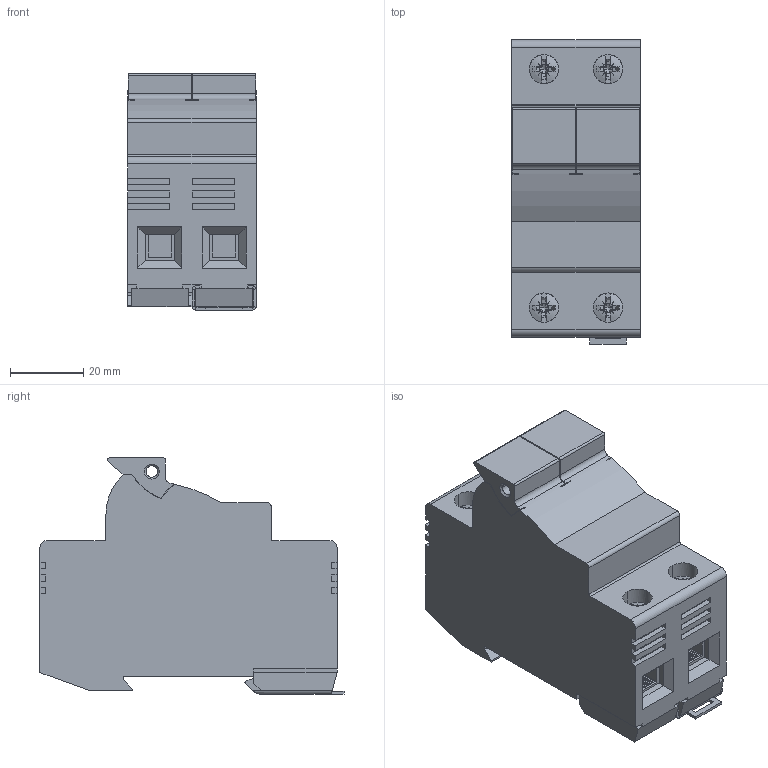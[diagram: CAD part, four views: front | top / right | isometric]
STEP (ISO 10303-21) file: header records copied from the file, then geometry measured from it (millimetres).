
FILE_DESCRIPTION((''),'2;1');
FILE_NAME('EFD10_2P_LOGO','2019-05-07T',('Marketing.praksa'),('Audax d.o.o.'),'CREO PARAMETRIC BY PTC INC, 2017480','CREO PARAMETRIC BY PTC INC, 2017480','');
FILE_SCHEMA(('CONFIG_CONTROL_DESIGN'));
Length unit declared in the file: millimetre
Products named in the file (1): EFD10_2P_LOGO
Bounding box: 35 x 82.89 x 64.35 mm (x, y, z)
Volume: 129230 mm3; surface area: 23528.6 mm2
Topology: 1 solids, 1 shells, 738 faces, 2017 edges, 1310 vertices
Faces by surface type: plane 573, cylinder 111, cone 32, bspline 10, sphere 8, torus 4
Entity records: 23805 total; most frequent: CARTESIAN_POINT 5193, ORIENTED_EDGE 4018, DIRECTION 3609, EDGE_CURVE 2009, VECTOR 1441, LINE 1441, VERTEX_POINT 1310, AXIS2_PLACEMENT_3D 1084
